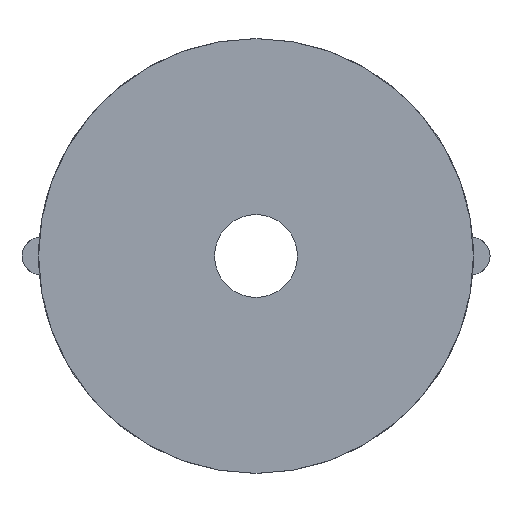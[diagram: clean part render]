
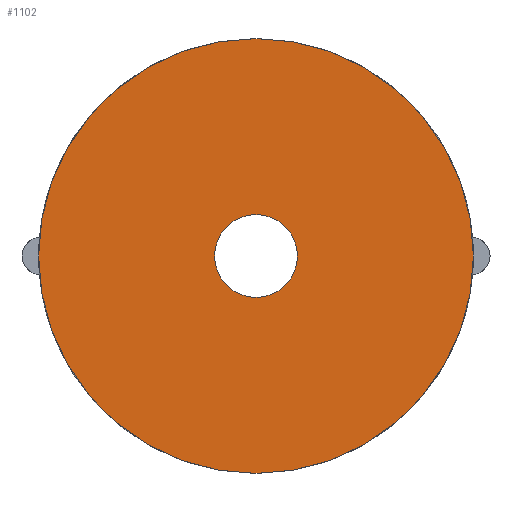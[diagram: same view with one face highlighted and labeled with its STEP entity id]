
A CAD part, left-side view. The second image highlights one B-rep face of the part: STEP entity #1102.
In plain terms, the highlighted planar face has unit normal (-1, 0, 0).
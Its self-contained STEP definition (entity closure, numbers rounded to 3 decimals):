
#403 = CARTESIAN_POINT ( 'NONE',  ( 0., 0., 0. ) ) ;
#404 = DIRECTION ( 'NONE',  ( -1., 0., 0. ) ) ;
#405 = DIRECTION ( 'NONE',  ( 0., 0., 1. ) ) ;
#934 = CIRCLE ( 'NONE', #6814, 2. ) ;
#969 = CIRCLE ( 'NONE', #1932, 10.5 ) ;
#999 = CIRCLE ( 'NONE', #1965, 2. ) ;
#1035 = EDGE_CURVE ( 'NONE', #5020, #5024, #934, .T. ) ;
#1036 = EDGE_CURVE ( 'NONE', #5004, #5000, #1089, .T. ) ;
#1089 = CIRCLE ( 'NONE', #6817, 10.5 ) ;
#1102 = ADVANCED_FACE ( 'NONE', ( #1821, #1856 ), #4396, .F. ) ;
#1157 = EDGE_LOOP ( 'NONE', ( #6159, #6137 ) ) ;
#1162 = EDGE_LOOP ( 'NONE', ( #6160, #6169 ) ) ;
#1280 = CARTESIAN_POINT ( 'NONE',  ( 0., 0., 0. ) ) ;
#1281 = DIRECTION ( 'NONE',  ( 1., 0., 0. ) ) ;
#1282 = DIRECTION ( 'NONE',  ( 0., 0., -1. ) ) ;
#1283 = CARTESIAN_POINT ( 'NONE',  ( 0., 0., 0. ) ) ;
#1284 = DIRECTION ( 'NONE',  ( -1., 0., 0. ) ) ;
#1285 = DIRECTION ( 'NONE',  ( 0., 0., 1. ) ) ;
#1821 = FACE_BOUND ( 'NONE', #1157, .T. ) ;
#1856 = FACE_OUTER_BOUND ( 'NONE', #1162, .T. ) ;
#1885 = AXIS2_PLACEMENT_3D ( 'NONE', #4395, #4394, #4393 ) ;
#1932 = AXIS2_PLACEMENT_3D ( 'NONE', #403, #404, #405 ) ;
#1965 = AXIS2_PLACEMENT_3D ( 'NONE', #2083, #2082, #2081 ) ;
#2081 = DIRECTION ( 'NONE',  ( 0., 0., -1. ) ) ;
#2082 = DIRECTION ( 'NONE',  ( 1., 0., 0. ) ) ;
#2083 = CARTESIAN_POINT ( 'NONE',  ( 0., 0., 0. ) ) ;
#4393 = DIRECTION ( 'NONE',  ( 0., 0., -1. ) ) ;
#4394 = DIRECTION ( 'NONE',  ( 1., 0., 0. ) ) ;
#4395 = CARTESIAN_POINT ( 'NONE',  ( 0., 0., 0. ) ) ;
#4396 = PLANE ( 'NONE',  #1885 ) ;
#4737 = EDGE_CURVE ( 'NONE', #5024, #5020, #999, .T. ) ;
#5000 = VERTEX_POINT ( 'NONE', #7273 ) ;
#5004 = VERTEX_POINT ( 'NONE', #7277 ) ;
#5020 = VERTEX_POINT ( 'NONE', #7293 ) ;
#5024 = VERTEX_POINT ( 'NONE', #7297 ) ;
#5420 = EDGE_CURVE ( 'NONE', #5000, #5004, #969, .T. ) ;
#6137 = ORIENTED_EDGE ( 'NONE', *, *, #4737, .T. ) ;
#6159 = ORIENTED_EDGE ( 'NONE', *, *, #1035, .T. ) ;
#6160 = ORIENTED_EDGE ( 'NONE', *, *, #5420, .T. ) ;
#6169 = ORIENTED_EDGE ( 'NONE', *, *, #1036, .T. ) ;
#6814 = AXIS2_PLACEMENT_3D ( 'NONE', #1280, #1281, #1282 ) ;
#6817 = AXIS2_PLACEMENT_3D ( 'NONE', #1283, #1284, #1285 ) ;
#7273 = CARTESIAN_POINT ( 'NONE',  ( 0., 0., 10.5 ) ) ;
#7277 = CARTESIAN_POINT ( 'NONE',  ( 0., 0., -10.5 ) ) ;
#7293 = CARTESIAN_POINT ( 'NONE',  ( 0., 0., -2. ) ) ;
#7297 = CARTESIAN_POINT ( 'NONE',  ( 0., 0., 2. ) ) ;
